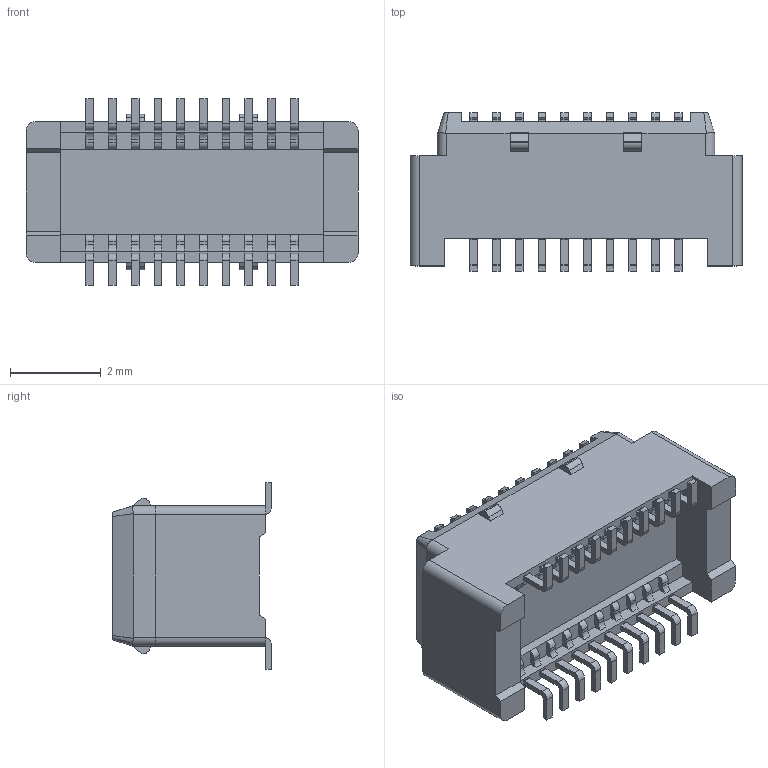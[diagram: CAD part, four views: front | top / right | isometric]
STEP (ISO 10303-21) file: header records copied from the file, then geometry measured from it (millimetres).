
FILE_DESCRIPTION((''),'2;1');
FILE_NAME('539160208','2018-04-25T',('ksrinivasara'),(''),'PRO/ENGINEER BY PARAMETRIC TECHNOLOGY CORPORATION, 2012310','PRO/ENGINEER BY PARAMETRIC TECHNOLOGY CORPORATION, 2012310','');
FILE_SCHEMA(('CONFIG_CONTROL_DESIGN'));
Length unit declared in the file: millimetre
Products named in the file (1): 539160208
Bounding box: 7.3 x 3.49 x 4.1 mm (x, y, z)
Volume: 33.9 mm3; surface area: 169.8 mm2
Topology: 1 solids, 1 shells, 590 faces, 1776 edges, 1208 vertices
Faces by surface type: plane 394, cylinder 192, bspline 4
Entity records: 19987 total; most frequent: CARTESIAN_POINT 3643, ORIENTED_EDGE 3392, DIRECTION 3306, EDGE_CURVE 1696, VECTOR 1372, LINE 1372, VERTEX_POINT 1128, AXIS2_PLACEMENT_3D 967
